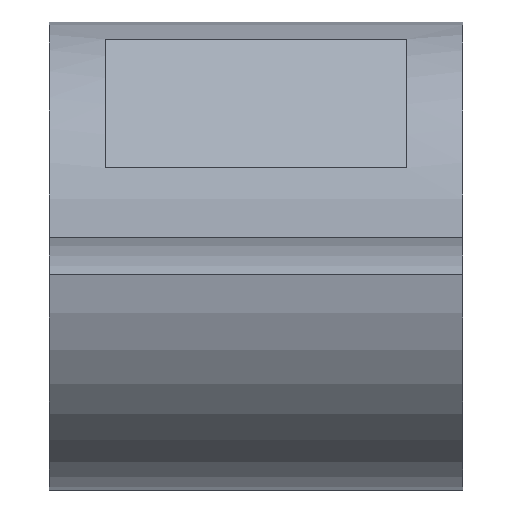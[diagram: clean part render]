
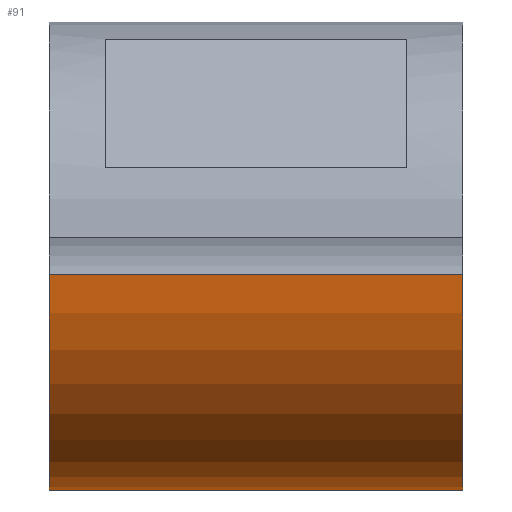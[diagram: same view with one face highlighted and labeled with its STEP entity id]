
A CAD part, left-side view. The second image highlights one B-rep face of the part: STEP entity #91.
In plain terms, the highlighted cylindrical face has radius 3.175 mm (diameter 6.35 mm), a partial arc.
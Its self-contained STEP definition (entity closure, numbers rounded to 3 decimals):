
#20 = CYLINDRICAL_SURFACE ( 'NONE', #416, 3.175 ) ;
#32 = LINE ( 'NONE', #815, #423 ) ;
#56 = CIRCLE ( 'NONE', #527, 3.175 ) ;
#76 = LINE ( 'NONE', #642, #567 ) ;
#81 = DIRECTION ( 'NONE',  ( 0., 1., 0. ) ) ;
#91 = ADVANCED_FACE ( 'NONE', ( #454 ), #20, .T. ) ;
#94 = ORIENTED_EDGE ( 'NONE', *, *, #633, .F. ) ;
#112 = VERTEX_POINT ( 'NONE', #779 ) ;
#125 = EDGE_CURVE ( 'NONE', #112, #864, #32, .T. ) ;
#142 = VERTEX_POINT ( 'NONE', #269 ) ;
#214 = DIRECTION ( 'NONE',  ( 0., 1., 0. ) ) ;
#215 = DIRECTION ( 'NONE',  ( 0., 0., 1. ) ) ;
#218 = DIRECTION ( 'NONE',  ( 0., 1., 0. ) ) ;
#222 = CARTESIAN_POINT ( 'NONE',  ( 0., 2.807, 0. ) ) ;
#269 = CARTESIAN_POINT ( 'NONE',  ( 0., 2.807, -3.175 ) ) ;
#288 = DIRECTION ( 'NONE',  ( 0., 1., 0. ) ) ;
#294 = CARTESIAN_POINT ( 'NONE',  ( 0., -2.807, -3.175 ) ) ;
#311 = AXIS2_PLACEMENT_3D ( 'NONE', #222, #218, #215 ) ;
#321 = CARTESIAN_POINT ( 'NONE',  ( 0., -2.807, 0. ) ) ;
#322 = EDGE_CURVE ( 'NONE', #866, #112, #56, .T. ) ;
#328 = EDGE_LOOP ( 'NONE', ( #547, #469, #700, #94 ) ) ;
#336 = CARTESIAN_POINT ( 'NONE',  ( -3.165, 2.807, -0.254 ) ) ;
#416 = AXIS2_PLACEMENT_3D ( 'NONE', #763, #214, #830 ) ;
#423 = VECTOR ( 'NONE', #288, 1000. ) ;
#450 = EDGE_CURVE ( 'NONE', #866, #142, #76, .T. ) ;
#454 = FACE_OUTER_BOUND ( 'NONE', #328, .T. ) ;
#469 = ORIENTED_EDGE ( 'NONE', *, *, #322, .T. ) ;
#501 = DIRECTION ( 'NONE',  ( 0., 1., 0. ) ) ;
#502 = CIRCLE ( 'NONE', #311, 3.175 ) ;
#527 = AXIS2_PLACEMENT_3D ( 'NONE', #321, #81, #801 ) ;
#547 = ORIENTED_EDGE ( 'NONE', *, *, #450, .F. ) ;
#567 = VECTOR ( 'NONE', #501, 1000. ) ;
#633 = EDGE_CURVE ( 'NONE', #142, #864, #502, .T. ) ;
#642 = CARTESIAN_POINT ( 'NONE',  ( 0., -2.807, -3.175 ) ) ;
#700 = ORIENTED_EDGE ( 'NONE', *, *, #125, .T. ) ;
#763 = CARTESIAN_POINT ( 'NONE',  ( 0., -2.807, 0. ) ) ;
#779 = CARTESIAN_POINT ( 'NONE',  ( -3.165, -2.807, -0.254 ) ) ;
#801 = DIRECTION ( 'NONE',  ( 0., 0., 1. ) ) ;
#815 = CARTESIAN_POINT ( 'NONE',  ( -3.165, -2.807, -0.254 ) ) ;
#830 = DIRECTION ( 'NONE',  ( 0., 0., 1. ) ) ;
#864 = VERTEX_POINT ( 'NONE', #336 ) ;
#866 = VERTEX_POINT ( 'NONE', #294 ) ;
